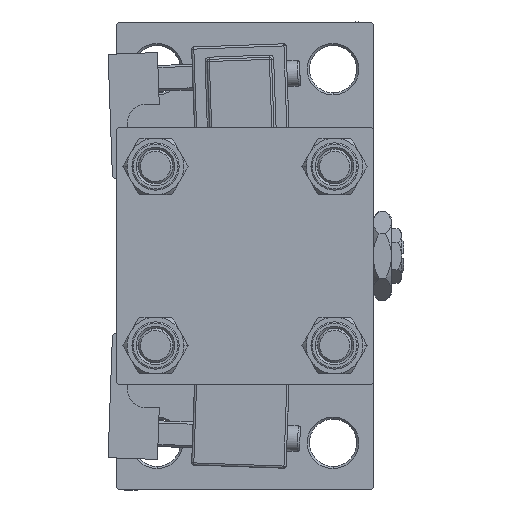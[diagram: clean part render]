
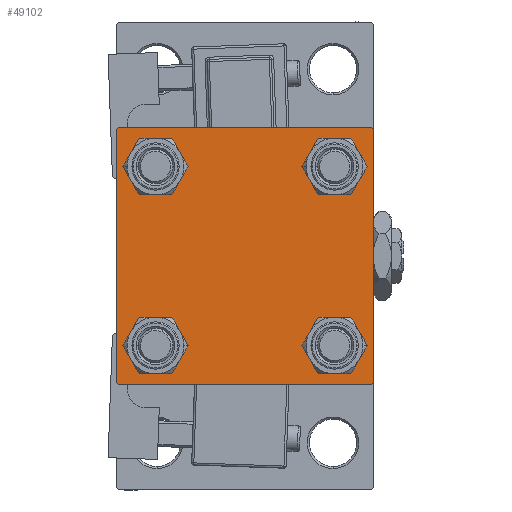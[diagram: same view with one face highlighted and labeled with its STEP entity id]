
A CAD part, left-side view. The second image highlights one B-rep face of the part: STEP entity #49102.
In plain terms, the highlighted planar face has unit normal (-1, 0, 0).
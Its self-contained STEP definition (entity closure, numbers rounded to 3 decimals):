
#348 = VERTEX_POINT ( 'NONE', #15002 ) ;
#494 = CARTESIAN_POINT ( 'NONE',  ( 0., 29.5, 30. ) ) ;
#907 = LINE ( 'NONE', #5053, #10970 ) ;
#1666 = VECTOR ( 'NONE', #31420, 1000. ) ;
#1728 = ORIENTED_EDGE ( 'NONE', *, *, #25560, .T. ) ;
#2964 = DIRECTION ( 'NONE',  ( 0., 0., 1. ) ) ;
#3220 = VERTEX_POINT ( 'NONE', #47619 ) ;
#3662 = DIRECTION ( 'NONE',  ( 0., 0., 1. ) ) ;
#3934 = ORIENTED_EDGE ( 'NONE', *, *, #6915, .T. ) ;
#4067 = VECTOR ( 'NONE', #11338, 1000. ) ;
#4131 = AXIS2_PLACEMENT_3D ( 'NONE', #37363, #25652, #30051 ) ;
#4703 = EDGE_CURVE ( 'NONE', #6069, #3220, #32205, .T. ) ;
#4848 = EDGE_LOOP ( 'NONE', ( #51221, #23286 ) ) ;
#5053 = CARTESIAN_POINT ( 'NONE',  ( 0., 30., 30. ) ) ;
#5293 = DIRECTION ( 'NONE',  ( 1., 0., 0. ) ) ;
#5530 = DIRECTION ( 'NONE',  ( 1., 0., 0. ) ) ;
#5785 = CARTESIAN_POINT ( 'NONE',  ( 0., -20.85, -20.85 ) ) ;
#6069 = VERTEX_POINT ( 'NONE', #37162 ) ;
#6318 = ORIENTED_EDGE ( 'NONE', *, *, #31757, .T. ) ;
#6702 = LINE ( 'NONE', #21819, #8730 ) ;
#6915 = EDGE_CURVE ( 'NONE', #3220, #6069, #47703, .T. ) ;
#7145 = CIRCLE ( 'NONE', #36246, 4.5 ) ;
#7158 = VECTOR ( 'NONE', #49031, 1000. ) ;
#7239 = CARTESIAN_POINT ( 'NONE',  ( 0., -29.5, -30. ) ) ;
#8730 = VECTOR ( 'NONE', #25720, 1000. ) ;
#9379 = CARTESIAN_POINT ( 'NONE',  ( 0., 30., 30. ) ) ;
#9835 = EDGE_LOOP ( 'NONE', ( #3934, #28516 ) ) ;
#10531 = FACE_BOUND ( 'NONE', #31903, .T. ) ;
#10970 = VECTOR ( 'NONE', #24048, 1000. ) ;
#11338 = DIRECTION ( 'NONE',  ( 0., 0.707, -0.707 ) ) ;
#11902 = DIRECTION ( 'NONE',  ( 0., 0., 1. ) ) ;
#12257 = VECTOR ( 'NONE', #40593, 1000. ) ;
#12448 = CARTESIAN_POINT ( 'NONE',  ( 0., -30., -29.5 ) ) ;
#12635 = AXIS2_PLACEMENT_3D ( 'NONE', #50629, #38611, #2964 ) ;
#12671 = CIRCLE ( 'NONE', #21693, 4.5 ) ;
#12740 = VERTEX_POINT ( 'NONE', #7239 ) ;
#12909 = VERTEX_POINT ( 'NONE', #12448 ) ;
#13048 = VECTOR ( 'NONE', #25753, 1000. ) ;
#13114 = ORIENTED_EDGE ( 'NONE', *, *, #23504, .T. ) ;
#13612 = EDGE_CURVE ( 'NONE', #15793, #12909, #37264, .T. ) ;
#14135 = CIRCLE ( 'NONE', #24099, 4.5 ) ;
#14229 = VERTEX_POINT ( 'NONE', #50342 ) ;
#14486 = EDGE_CURVE ( 'NONE', #17327, #49631, #47142, .T. ) ;
#14724 = EDGE_CURVE ( 'NONE', #14878, #15468, #17186, .T. ) ;
#14878 = VERTEX_POINT ( 'NONE', #494 ) ;
#14911 = CIRCLE ( 'NONE', #44869, 4.5 ) ;
#15002 = CARTESIAN_POINT ( 'NONE',  ( 0., 20.85, 16.35 ) ) ;
#15468 = VERTEX_POINT ( 'NONE', #20355 ) ;
#15793 = VERTEX_POINT ( 'NONE', #24710 ) ;
#17186 = LINE ( 'NONE', #9379, #13048 ) ;
#17327 = VERTEX_POINT ( 'NONE', #18881 ) ;
#17617 = ORIENTED_EDGE ( 'NONE', *, *, #40557, .T. ) ;
#17762 = DIRECTION ( 'NONE',  ( 0., 0., 1. ) ) ;
#18101 = FACE_BOUND ( 'NONE', #4848, .T. ) ;
#18235 = VERTEX_POINT ( 'NONE', #21409 ) ;
#18881 = CARTESIAN_POINT ( 'NONE',  ( 0., -20.85, -25.35 ) ) ;
#19219 = LINE ( 'NONE', #46830, #1666 ) ;
#19398 = AXIS2_PLACEMENT_3D ( 'NONE', #46123, #5530, #17762 ) ;
#20355 = CARTESIAN_POINT ( 'NONE',  ( 0., -29.5, 30. ) ) ;
#21409 = CARTESIAN_POINT ( 'NONE',  ( 0., 20.85, -25.35 ) ) ;
#21616 = ORIENTED_EDGE ( 'NONE', *, *, #29252, .T. ) ;
#21693 = AXIS2_PLACEMENT_3D ( 'NONE', #32183, #24384, #11902 ) ;
#21819 = CARTESIAN_POINT ( 'NONE',  ( 0., 30., -30. ) ) ;
#22453 = CARTESIAN_POINT ( 'NONE',  ( 0., 20.85, 25.35 ) ) ;
#22507 = DIRECTION ( 'NONE',  ( 1., 0., 0. ) ) ;
#22629 = EDGE_LOOP ( 'NONE', ( #21616, #37914, #34127, #17617, #25091, #6318, #30741, #13114 ) ) ;
#23017 = DIRECTION ( 'NONE',  ( 0., 0., 1. ) ) ;
#23286 = ORIENTED_EDGE ( 'NONE', *, *, #39185, .T. ) ;
#23504 = EDGE_CURVE ( 'NONE', #14878, #14229, #42840, .T. ) ;
#23656 = EDGE_LOOP ( 'NONE', ( #45789, #45458 ) ) ;
#24048 = DIRECTION ( 'NONE',  ( 0., 0., -1. ) ) ;
#24099 = AXIS2_PLACEMENT_3D ( 'NONE', #50120, #22507, #23017 ) ;
#24335 = CARTESIAN_POINT ( 'NONE',  ( 0., 30., -29.5 ) ) ;
#24384 = DIRECTION ( 'NONE',  ( 1., 0., 0. ) ) ;
#24442 = CARTESIAN_POINT ( 'NONE',  ( 0., -29.75, -29.75 ) ) ;
#24710 = CARTESIAN_POINT ( 'NONE',  ( 0., -30., 29.5 ) ) ;
#25058 = DIRECTION ( 'NONE',  ( 1., 0., 0. ) ) ;
#25091 = ORIENTED_EDGE ( 'NONE', *, *, #13612, .F. ) ;
#25560 = EDGE_CURVE ( 'NONE', #46997, #18235, #14135, .T. ) ;
#25652 = DIRECTION ( 'NONE',  ( -1., 0., 0. ) ) ;
#25720 = DIRECTION ( 'NONE',  ( 0., -1., 0. ) ) ;
#25753 = DIRECTION ( 'NONE',  ( 0., -1., 0. ) ) ;
#27372 = CARTESIAN_POINT ( 'NONE',  ( 0., -20.85, 20.85 ) ) ;
#27981 = AXIS2_PLACEMENT_3D ( 'NONE', #5785, #25058, #37774 ) ;
#28516 = ORIENTED_EDGE ( 'NONE', *, *, #4703, .T. ) ;
#28724 = CARTESIAN_POINT ( 'NONE',  ( 0., 20.85, 20.85 ) ) ;
#28883 = CARTESIAN_POINT ( 'NONE',  ( 0., 20.85, -20.85 ) ) ;
#29203 = CARTESIAN_POINT ( 'NONE',  ( 0., -29.75, 29.75 ) ) ;
#29252 = EDGE_CURVE ( 'NONE', #14229, #35129, #907, .T. ) ;
#29469 = DIRECTION ( 'NONE',  ( 0., 0., 1. ) ) ;
#30051 = DIRECTION ( 'NONE',  ( 0., 0., 1. ) ) ;
#30130 = CARTESIAN_POINT ( 'NONE',  ( 0., -20.85, -16.35 ) ) ;
#30281 = EDGE_CURVE ( 'NONE', #49631, #17327, #12671, .T. ) ;
#30295 = FACE_BOUND ( 'NONE', #9835, .T. ) ;
#30741 = ORIENTED_EDGE ( 'NONE', *, *, #14724, .F. ) ;
#31420 = DIRECTION ( 'NONE',  ( 0., -0.707, -0.707 ) ) ;
#31662 = VECTOR ( 'NONE', #40932, 1000. ) ;
#31757 = EDGE_CURVE ( 'NONE', #15793, #15468, #37517, .T. ) ;
#31903 = EDGE_LOOP ( 'NONE', ( #1728, #35031 ) ) ;
#32183 = CARTESIAN_POINT ( 'NONE',  ( 0., -20.85, -20.85 ) ) ;
#32205 = CIRCLE ( 'NONE', #45537, 4.5 ) ;
#32206 = EDGE_CURVE ( 'NONE', #36336, #348, #36736, .T. ) ;
#33578 = EDGE_CURVE ( 'NONE', #37502, #12740, #6702, .T. ) ;
#34127 = ORIENTED_EDGE ( 'NONE', *, *, #33578, .T. ) ;
#35031 = ORIENTED_EDGE ( 'NONE', *, *, #45577, .T. ) ;
#35129 = VERTEX_POINT ( 'NONE', #24335 ) ;
#36246 = AXIS2_PLACEMENT_3D ( 'NONE', #28724, #5293, #29469 ) ;
#36336 = VERTEX_POINT ( 'NONE', #22453 ) ;
#36690 = DIRECTION ( 'NONE',  ( 0., 0., 1. ) ) ;
#36736 = CIRCLE ( 'NONE', #12635, 4.5 ) ;
#37003 = CARTESIAN_POINT ( 'NONE',  ( 0., -30., 30. ) ) ;
#37162 = CARTESIAN_POINT ( 'NONE',  ( 0., -20.85, 16.35 ) ) ;
#37264 = LINE ( 'NONE', #37003, #7158 ) ;
#37363 = CARTESIAN_POINT ( 'NONE',  ( 0., 0., 0. ) ) ;
#37502 = VERTEX_POINT ( 'NONE', #42973 ) ;
#37517 = LINE ( 'NONE', #29203, #31662 ) ;
#37774 = DIRECTION ( 'NONE',  ( 0., 0., 1. ) ) ;
#37858 = FACE_OUTER_BOUND ( 'NONE', #22629, .T. ) ;
#37914 = ORIENTED_EDGE ( 'NONE', *, *, #45873, .T. ) ;
#38611 = DIRECTION ( 'NONE',  ( 1., 0., 0. ) ) ;
#39185 = EDGE_CURVE ( 'NONE', #348, #36336, #7145, .T. ) ;
#40557 = EDGE_CURVE ( 'NONE', #12740, #12909, #41090, .T. ) ;
#40593 = DIRECTION ( 'NONE',  ( 0., -0.707, 0.707 ) ) ;
#40864 = DIRECTION ( 'NONE',  ( 1., 0., 0. ) ) ;
#40932 = DIRECTION ( 'NONE',  ( 0., 0.707, 0.707 ) ) ;
#41090 = LINE ( 'NONE', #24442, #12257 ) ;
#41280 = FACE_BOUND ( 'NONE', #23656, .T. ) ;
#42840 = LINE ( 'NONE', #43110, #4067 ) ;
#42973 = CARTESIAN_POINT ( 'NONE',  ( 0., 29.5, -30. ) ) ;
#43110 = CARTESIAN_POINT ( 'NONE',  ( 0., 29.75, 29.75 ) ) ;
#44869 = AXIS2_PLACEMENT_3D ( 'NONE', #28883, #40864, #36690 ) ;
#45204 = PLANE ( 'NONE',  #4131 ) ;
#45458 = ORIENTED_EDGE ( 'NONE', *, *, #14486, .T. ) ;
#45537 = AXIS2_PLACEMENT_3D ( 'NONE', #27372, #50552, #3662 ) ;
#45577 = EDGE_CURVE ( 'NONE', #18235, #46997, #14911, .T. ) ;
#45789 = ORIENTED_EDGE ( 'NONE', *, *, #30281, .T. ) ;
#45873 = EDGE_CURVE ( 'NONE', #35129, #37502, #19219, .T. ) ;
#46123 = CARTESIAN_POINT ( 'NONE',  ( 0., -20.85, 20.85 ) ) ;
#46130 = CARTESIAN_POINT ( 'NONE',  ( 0., 20.85, -16.35 ) ) ;
#46830 = CARTESIAN_POINT ( 'NONE',  ( 0., 29.75, -29.75 ) ) ;
#46997 = VERTEX_POINT ( 'NONE', #46130 ) ;
#47142 = CIRCLE ( 'NONE', #27981, 4.5 ) ;
#47619 = CARTESIAN_POINT ( 'NONE',  ( 0., -20.85, 25.35 ) ) ;
#47703 = CIRCLE ( 'NONE', #19398, 4.5 ) ;
#49031 = DIRECTION ( 'NONE',  ( 0., 0., -1. ) ) ;
#49102 = ADVANCED_FACE ( 'NONE', ( #30295, #41280, #10531, #18101, #37858 ), #45204, .T. ) ;
#49631 = VERTEX_POINT ( 'NONE', #30130 ) ;
#50120 = CARTESIAN_POINT ( 'NONE',  ( 0., 20.85, -20.85 ) ) ;
#50342 = CARTESIAN_POINT ( 'NONE',  ( 0., 30., 29.5 ) ) ;
#50552 = DIRECTION ( 'NONE',  ( 1., 0., 0. ) ) ;
#50629 = CARTESIAN_POINT ( 'NONE',  ( 0., 20.85, 20.85 ) ) ;
#51221 = ORIENTED_EDGE ( 'NONE', *, *, #32206, .T. ) ;
